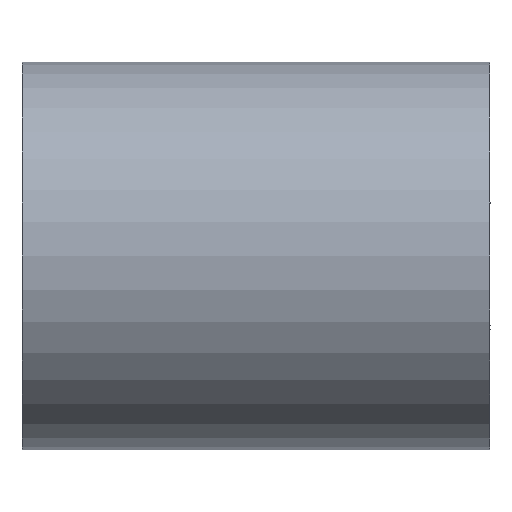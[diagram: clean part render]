
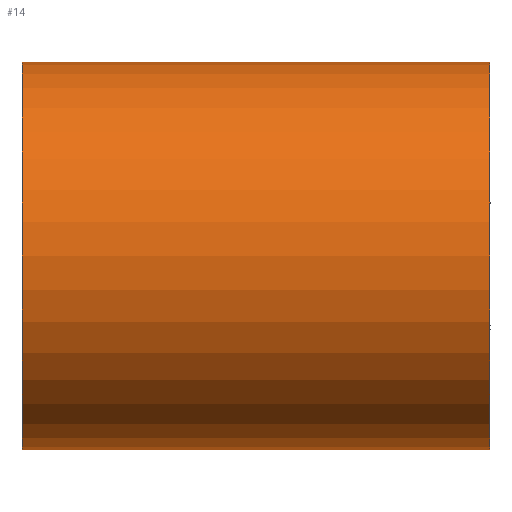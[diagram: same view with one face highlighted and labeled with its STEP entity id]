
A CAD part, front view. The second image highlights one B-rep face of the part: STEP entity #14.
In plain terms, the highlighted cylindrical face has radius 38.1 mm (diameter 76.2 mm), a partial arc.
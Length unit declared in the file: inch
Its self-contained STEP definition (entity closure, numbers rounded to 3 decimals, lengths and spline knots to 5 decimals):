
#14 = ADVANCED_FACE ( 'NONE', ( #1963 ), #2962, .T. ) ;
#58 = DIRECTION ( 'NONE',  ( 0., 0., 1. ) ) ;
#69 = DIRECTION ( 'NONE',  ( -1., 0., 0. ) ) ;
#85 = CARTESIAN_POINT ( 'NONE',  ( 0., 0., 0. ) ) ;
#99 = AXIS2_PLACEMENT_3D ( 'NONE', #1118, #3236, #58 ) ;
#100 = CARTESIAN_POINT ( 'NONE',  ( 0., 0., -1.5 ) ) ;
#152 = VECTOR ( 'NONE', #1584, 39.37008 ) ;
#160 = EDGE_CURVE ( 'NONE', #2631, #322, #1566, .T. ) ;
#322 = VERTEX_POINT ( 'NONE', #2464 ) ;
#502 = LINE ( 'NONE', #2416, #1708 ) ;
#529 = CIRCLE ( 'NONE', #99, 1.5 ) ;
#688 = AXIS2_PLACEMENT_3D ( 'NONE', #1512, #2019, #3103 ) ;
#1118 = CARTESIAN_POINT ( 'NONE',  ( 0., 0., 0. ) ) ;
#1477 = EDGE_CURVE ( 'NONE', #2571, #1580, #502, .T. ) ;
#1512 = CARTESIAN_POINT ( 'NONE',  ( 3.625, 0., 0. ) ) ;
#1532 = ORIENTED_EDGE ( 'NONE', *, *, #1822, .T. ) ;
#1566 = LINE ( 'NONE', #2849, #152 ) ;
#1580 = VERTEX_POINT ( 'NONE', #100 ) ;
#1584 = DIRECTION ( 'NONE',  ( -1., 0., 0. ) ) ;
#1662 = AXIS2_PLACEMENT_3D ( 'NONE', #85, #69, #2484 ) ;
#1708 = VECTOR ( 'NONE', #2675, 39.37008 ) ;
#1731 = ORIENTED_EDGE ( 'NONE', *, *, #2197, .F. ) ;
#1822 = EDGE_CURVE ( 'NONE', #2571, #2631, #2862, .T. ) ;
#1963 = FACE_OUTER_BOUND ( 'NONE', #2555, .T. ) ;
#2019 = DIRECTION ( 'NONE',  ( -1., 0., 0. ) ) ;
#2197 = EDGE_CURVE ( 'NONE', #1580, #322, #529, .T. ) ;
#2399 = ORIENTED_EDGE ( 'NONE', *, *, #160, .T. ) ;
#2416 = CARTESIAN_POINT ( 'NONE',  ( 0., 0., -1.5 ) ) ;
#2464 = CARTESIAN_POINT ( 'NONE',  ( 0., 0., 1.5 ) ) ;
#2484 = DIRECTION ( 'NONE',  ( 0., 0., 1. ) ) ;
#2555 = EDGE_LOOP ( 'NONE', ( #2777, #1532, #2399, #1731 ) ) ;
#2571 = VERTEX_POINT ( 'NONE', #2844 ) ;
#2631 = VERTEX_POINT ( 'NONE', #2713 ) ;
#2675 = DIRECTION ( 'NONE',  ( -1., 0., 0. ) ) ;
#2713 = CARTESIAN_POINT ( 'NONE',  ( 3.625, 0., 1.5 ) ) ;
#2777 = ORIENTED_EDGE ( 'NONE', *, *, #1477, .F. ) ;
#2844 = CARTESIAN_POINT ( 'NONE',  ( 3.625, 0., -1.5 ) ) ;
#2849 = CARTESIAN_POINT ( 'NONE',  ( 0., 0., 1.5 ) ) ;
#2862 = CIRCLE ( 'NONE', #688, 1.5 ) ;
#2962 = CYLINDRICAL_SURFACE ( 'NONE', #1662, 1.5 ) ;
#3103 = DIRECTION ( 'NONE',  ( 0., 0., 1. ) ) ;
#3236 = DIRECTION ( 'NONE',  ( -1., 0., 0. ) ) ;
